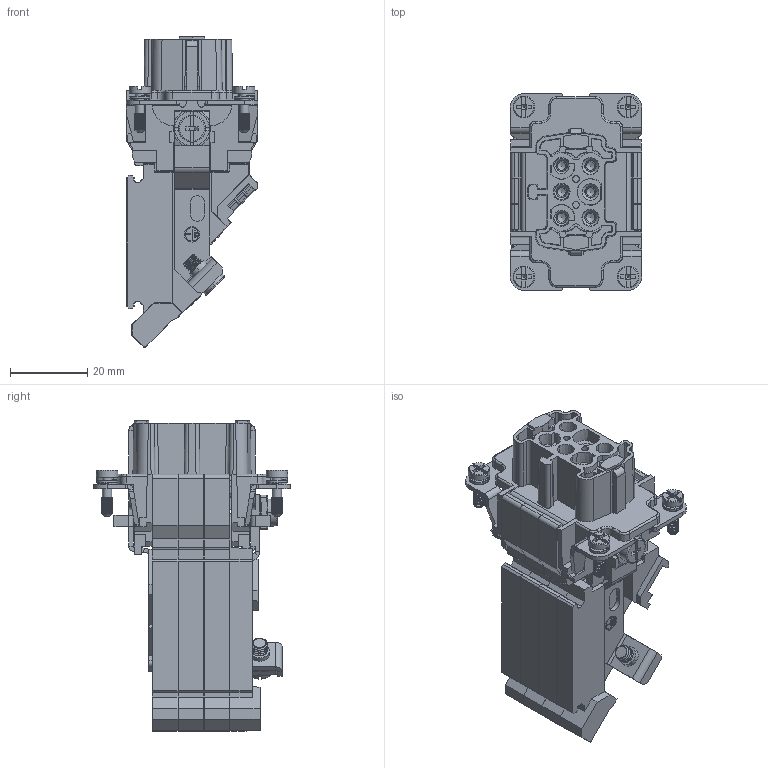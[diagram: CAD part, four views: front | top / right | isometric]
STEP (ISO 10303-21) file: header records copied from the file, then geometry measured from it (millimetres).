
FILE_DESCRIPTION(/* description */ (''),/* implementation_level */ '2;1');
FILE_NAME(/* name */ 'HE-006-FQ.AV.R.stp',/* time_stamp */ '2023-08-10T21:13:57+08:00',/* author */ (''),/* organization */ (''),/* preprocessor_version */ 'ST-DEVELOPER v18.1',/* originating_system */ 'SIEMENS PLM Software NX 1980',/* authorisation */ '');
FILE_SCHEMA (('AUTOMOTIVE_DESIGN { 1 0 10303 214 3 1 1 1 }'));
Products named in the file (1): _model1
Bounding box: 34 x 51 x 80.45 mm (x, y, z)
Volume: 33548 mm3; surface area: 50899.8 mm2
Topology: 10 solids, 14 shells, 4707 faces, 13689 edges, 8978 vertices
Faces by surface type: plane 2962, cylinder 1168, cone 312, bspline 129, torus 111, revolution 24, extrusion 1
Full cylindrical faces by diameter (mm): 2 x8, 2.25 x6, 2.4 x4, 2.9 x6, 3.5 x6, 4.5 x12, 5.6 x4
Entity records: 197925 total; most frequent: CARTESIAN_POINT 54646, ORIENTED_EDGE 27050, DIRECTION 22561, EDGE_CURVE 13525, VERTEX_POINT 8920, VECTOR 8583, LINE 8582, AXIS2_PLACEMENT_3D 6977
